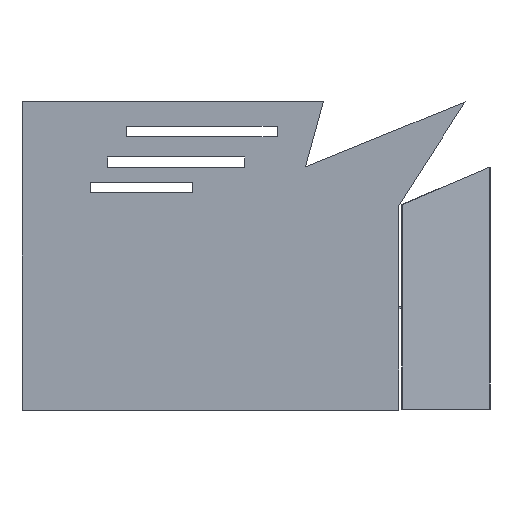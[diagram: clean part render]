
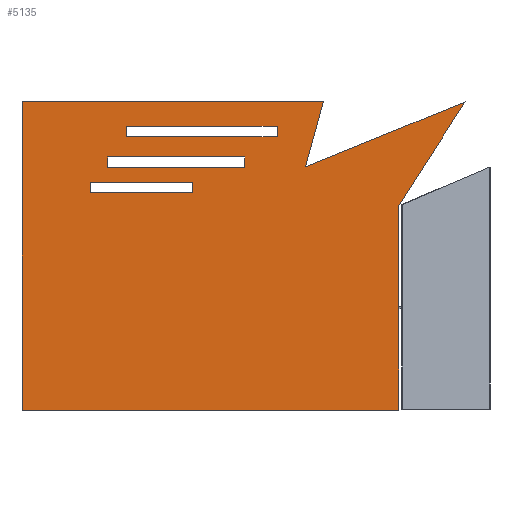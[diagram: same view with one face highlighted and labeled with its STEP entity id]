
A CAD part, left-side view. The second image highlights one B-rep face of the part: STEP entity #5135.
In plain terms, the highlighted face is planar.
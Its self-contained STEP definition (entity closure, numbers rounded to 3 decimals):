
#4807=CARTESIAN_POINT('Line Origine',(5.,-465.591,23.257)) ;
#4811=CARTESIAN_POINT('Vertex',(5.,-685.591,23.257)) ;
#4813=CARTESIAN_POINT('Vertex',(5.,-245.591,23.257)) ;
#4847=CARTESIAN_POINT('Line Origine',(5.,-258.728,-24.211)) ;
#4851=CARTESIAN_POINT('Vertex',(5.,-271.866,-71.679)) ;
#4878=CARTESIAN_POINT('Line Origine',(5.,-155.29,-24.211)) ;
#4882=CARTESIAN_POINT('Vertex',(5.,-38.713,23.257)) ;
#4909=CARTESIAN_POINT('Line Origine',(5.,-87.152,-52.266)) ;
#4913=CARTESIAN_POINT('Vertex',(5.,-135.591,-127.788)) ;
#4940=CARTESIAN_POINT('Line Origine',(5.,-135.591,-277.266)) ;
#4944=CARTESIAN_POINT('Vertex',(5.,-135.591,-426.743)) ;
#4971=CARTESIAN_POINT('Line Origine',(5.,-410.591,-426.743)) ;
#4975=CARTESIAN_POINT('Vertex',(5.,-685.591,-426.743)) ;
#5002=CARTESIAN_POINT('Line Origine',(5.,-685.591,-201.743)) ;
#5019=CARTESIAN_POINT('Axis2P3D Location',(5.,0.,0.)) ;
#5033=CARTESIAN_POINT('Line Origine',(5.,-511.331,-94.684)) ;
#5037=CARTESIAN_POINT('Vertex',(5.,-586.331,-94.684)) ;
#5039=CARTESIAN_POINT('Vertex',(5.,-436.331,-94.684)) ;
#5042=CARTESIAN_POINT('Line Origine',(5.,-436.331,-102.184)) ;
#5046=CARTESIAN_POINT('Vertex',(5.,-436.331,-109.684)) ;
#5049=CARTESIAN_POINT('Line Origine',(5.,-511.331,-109.684)) ;
#5053=CARTESIAN_POINT('Vertex',(5.,-586.331,-109.684)) ;
#5056=CARTESIAN_POINT('Line Origine',(5.,-586.331,-102.184)) ;
#5067=CARTESIAN_POINT('Line Origine',(5.,-460.593,-57.221)) ;
#5071=CARTESIAN_POINT('Vertex',(5.,-560.593,-57.221)) ;
#5073=CARTESIAN_POINT('Vertex',(5.,-360.593,-57.221)) ;
#5076=CARTESIAN_POINT('Line Origine',(5.,-360.593,-64.721)) ;
#5080=CARTESIAN_POINT('Vertex',(5.,-360.593,-72.221)) ;
#5083=CARTESIAN_POINT('Line Origine',(5.,-460.593,-72.221)) ;
#5087=CARTESIAN_POINT('Vertex',(5.,-560.593,-72.221)) ;
#5090=CARTESIAN_POINT('Line Origine',(5.,-560.593,-64.721)) ;
#5101=CARTESIAN_POINT('Line Origine',(5.,-423.326,-12.662)) ;
#5105=CARTESIAN_POINT('Vertex',(5.,-533.326,-12.662)) ;
#5107=CARTESIAN_POINT('Vertex',(5.,-313.326,-12.662)) ;
#5110=CARTESIAN_POINT('Line Origine',(5.,-313.326,-20.162)) ;
#5114=CARTESIAN_POINT('Vertex',(5.,-313.326,-27.662)) ;
#5117=CARTESIAN_POINT('Line Origine',(5.,-423.326,-27.662)) ;
#5121=CARTESIAN_POINT('Vertex',(5.,-533.326,-27.662)) ;
#5124=CARTESIAN_POINT('Line Origine',(5.,-533.326,-20.162)) ;
#4808=DIRECTION('Vector Direction',(0.,-1.,0.)) ;
#4848=DIRECTION('Vector Direction',(0.,0.267,0.964)) ;
#4879=DIRECTION('Vector Direction',(0.,-0.926,-0.377)) ;
#4910=DIRECTION('Vector Direction',(0.,0.54,0.842)) ;
#4941=DIRECTION('Vector Direction',(0.,0.,-1.)) ;
#4972=DIRECTION('Vector Direction',(0.,1.,0.)) ;
#5003=DIRECTION('Vector Direction',(0.,0.,-1.)) ;
#5020=DIRECTION('Axis2P3D Direction',(-1.,0.,0.)) ;
#5021=DIRECTION('Axis2P3D XDirection',(0.,-1.,0.)) ;
#5034=DIRECTION('Vector Direction',(0.,-1.,0.)) ;
#5043=DIRECTION('Vector Direction',(0.,0.,-1.)) ;
#5050=DIRECTION('Vector Direction',(0.,1.,0.)) ;
#5057=DIRECTION('Vector Direction',(0.,0.,1.)) ;
#5068=DIRECTION('Vector Direction',(0.,-1.,0.)) ;
#5077=DIRECTION('Vector Direction',(0.,0.,-1.)) ;
#5084=DIRECTION('Vector Direction',(0.,1.,0.)) ;
#5091=DIRECTION('Vector Direction',(0.,0.,1.)) ;
#5102=DIRECTION('Vector Direction',(0.,-1.,0.)) ;
#5111=DIRECTION('Vector Direction',(0.,0.,-1.)) ;
#5118=DIRECTION('Vector Direction',(0.,1.,0.)) ;
#5125=DIRECTION('Vector Direction',(0.,0.,1.)) ;
#5022=AXIS2_PLACEMENT_3D('Plane Axis2P3D',#5019,#5020,#5021) ;
#5025=ORIENTED_EDGE('',*,*,#5006,.F.) ;
#5026=ORIENTED_EDGE('',*,*,#4977,.F.) ;
#5027=ORIENTED_EDGE('',*,*,#4946,.F.) ;
#5028=ORIENTED_EDGE('',*,*,#4915,.F.) ;
#5029=ORIENTED_EDGE('',*,*,#4884,.F.) ;
#5030=ORIENTED_EDGE('',*,*,#4853,.F.) ;
#5031=ORIENTED_EDGE('',*,*,#4815,.F.) ;
#5062=ORIENTED_EDGE('',*,*,#5041,.T.) ;
#5063=ORIENTED_EDGE('',*,*,#5048,.T.) ;
#5064=ORIENTED_EDGE('',*,*,#5055,.T.) ;
#5065=ORIENTED_EDGE('',*,*,#5060,.T.) ;
#5096=ORIENTED_EDGE('',*,*,#5075,.T.) ;
#5097=ORIENTED_EDGE('',*,*,#5082,.T.) ;
#5098=ORIENTED_EDGE('',*,*,#5089,.T.) ;
#5099=ORIENTED_EDGE('',*,*,#5094,.T.) ;
#5130=ORIENTED_EDGE('',*,*,#5109,.T.) ;
#5131=ORIENTED_EDGE('',*,*,#5116,.T.) ;
#5132=ORIENTED_EDGE('',*,*,#5123,.T.) ;
#5133=ORIENTED_EDGE('',*,*,#5128,.T.) ;
#5066=FACE_BOUND('',#5061,.T.) ;
#5100=FACE_BOUND('',#5095,.T.) ;
#5134=FACE_BOUND('',#5129,.T.) ;
#4809=VECTOR('Line Direction',#4808,1.) ;
#4849=VECTOR('Line Direction',#4848,1.) ;
#4880=VECTOR('Line Direction',#4879,1.) ;
#4911=VECTOR('Line Direction',#4910,1.) ;
#4942=VECTOR('Line Direction',#4941,1.) ;
#4973=VECTOR('Line Direction',#4972,1.) ;
#5004=VECTOR('Line Direction',#5003,1.) ;
#5035=VECTOR('Line Direction',#5034,1.) ;
#5044=VECTOR('Line Direction',#5043,1.) ;
#5051=VECTOR('Line Direction',#5050,1.) ;
#5058=VECTOR('Line Direction',#5057,1.) ;
#5069=VECTOR('Line Direction',#5068,1.) ;
#5078=VECTOR('Line Direction',#5077,1.) ;
#5085=VECTOR('Line Direction',#5084,1.) ;
#5092=VECTOR('Line Direction',#5091,1.) ;
#5103=VECTOR('Line Direction',#5102,1.) ;
#5112=VECTOR('Line Direction',#5111,1.) ;
#5119=VECTOR('Line Direction',#5118,1.) ;
#5126=VECTOR('Line Direction',#5125,1.) ;
#5135=ADVANCED_FACE('',(#5032,#5066,#5100,#5134),#5023,.F.) ;
#4815=EDGE_CURVE('',#4812,#4814,#4810,.F.) ;
#4853=EDGE_CURVE('',#4814,#4852,#4850,.F.) ;
#4884=EDGE_CURVE('',#4852,#4883,#4881,.F.) ;
#4915=EDGE_CURVE('',#4883,#4914,#4912,.F.) ;
#4946=EDGE_CURVE('',#4914,#4945,#4943,.T.) ;
#4977=EDGE_CURVE('',#4945,#4976,#4974,.F.) ;
#5006=EDGE_CURVE('',#4976,#4812,#5005,.F.) ;
#5041=EDGE_CURVE('',#5038,#5040,#5036,.F.) ;
#5048=EDGE_CURVE('',#5040,#5047,#5045,.T.) ;
#5055=EDGE_CURVE('',#5047,#5054,#5052,.F.) ;
#5060=EDGE_CURVE('',#5054,#5038,#5059,.T.) ;
#5075=EDGE_CURVE('',#5072,#5074,#5070,.F.) ;
#5082=EDGE_CURVE('',#5074,#5081,#5079,.T.) ;
#5089=EDGE_CURVE('',#5081,#5088,#5086,.F.) ;
#5094=EDGE_CURVE('',#5088,#5072,#5093,.T.) ;
#5109=EDGE_CURVE('',#5106,#5108,#5104,.F.) ;
#5116=EDGE_CURVE('',#5108,#5115,#5113,.T.) ;
#5123=EDGE_CURVE('',#5115,#5122,#5120,.F.) ;
#5128=EDGE_CURVE('',#5122,#5106,#5127,.T.) ;
#5024=EDGE_LOOP('',(#5025,#5026,#5027,#5028,#5029,#5030,#5031)) ;
#5061=EDGE_LOOP('',(#5062,#5063,#5064,#5065)) ;
#5095=EDGE_LOOP('',(#5096,#5097,#5098,#5099)) ;
#5129=EDGE_LOOP('',(#5130,#5131,#5132,#5133)) ;
#5032=FACE_OUTER_BOUND('',#5024,.T.) ;
#4810=LINE('Line',#4807,#4809) ;
#4850=LINE('Line',#4847,#4849) ;
#4881=LINE('Line',#4878,#4880) ;
#4912=LINE('Line',#4909,#4911) ;
#4943=LINE('Line',#4940,#4942) ;
#4974=LINE('Line',#4971,#4973) ;
#5005=LINE('Line',#5002,#5004) ;
#5036=LINE('Line',#5033,#5035) ;
#5045=LINE('Line',#5042,#5044) ;
#5052=LINE('Line',#5049,#5051) ;
#5059=LINE('Line',#5056,#5058) ;
#5070=LINE('Line',#5067,#5069) ;
#5079=LINE('Line',#5076,#5078) ;
#5086=LINE('Line',#5083,#5085) ;
#5093=LINE('Line',#5090,#5092) ;
#5104=LINE('Line',#5101,#5103) ;
#5113=LINE('Line',#5110,#5112) ;
#5120=LINE('Line',#5117,#5119) ;
#5127=LINE('Line',#5124,#5126) ;
#5023=PLANE('Plane',#5022) ;
#4812=VERTEX_POINT('',#4811) ;
#4814=VERTEX_POINT('',#4813) ;
#4852=VERTEX_POINT('',#4851) ;
#4883=VERTEX_POINT('',#4882) ;
#4914=VERTEX_POINT('',#4913) ;
#4945=VERTEX_POINT('',#4944) ;
#4976=VERTEX_POINT('',#4975) ;
#5038=VERTEX_POINT('',#5037) ;
#5040=VERTEX_POINT('',#5039) ;
#5047=VERTEX_POINT('',#5046) ;
#5054=VERTEX_POINT('',#5053) ;
#5072=VERTEX_POINT('',#5071) ;
#5074=VERTEX_POINT('',#5073) ;
#5081=VERTEX_POINT('',#5080) ;
#5088=VERTEX_POINT('',#5087) ;
#5106=VERTEX_POINT('',#5105) ;
#5108=VERTEX_POINT('',#5107) ;
#5115=VERTEX_POINT('',#5114) ;
#5122=VERTEX_POINT('',#5121) ;
